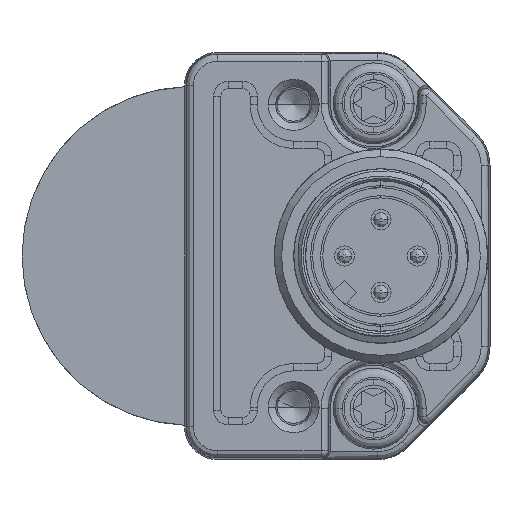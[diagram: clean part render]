
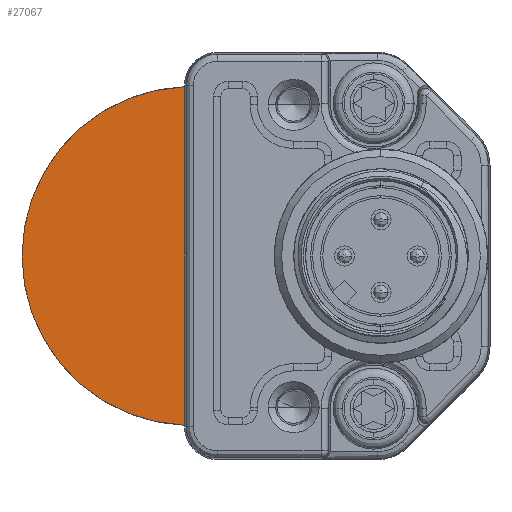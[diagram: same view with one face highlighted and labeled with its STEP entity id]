
A CAD part, left-side view. The second image highlights one B-rep face of the part: STEP entity #27067.
In plain terms, the highlighted planar face has unit normal (-1, 0, 0).
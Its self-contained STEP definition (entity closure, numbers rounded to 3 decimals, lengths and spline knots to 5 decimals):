
#986=DIRECTION('',(0.,0.,1.));
#987=VECTOR('',#986,0.91659);
#988=CARTESIAN_POINT('',(0.,0.82677,-0.4583));
#989=LINE('',#988,#987);
#990=CARTESIAN_POINT('',(0.,0.80846,0.));
#991=DIRECTION('',(-1.,0.,0.));
#992=DIRECTION('',(0.,0.04,0.999));
#993=AXIS2_PLACEMENT_3D('',#990,#991,#992);
#23550=CARTESIAN_POINT('',(0.,0.82677,-0.4583));
#23551=CARTESIAN_POINT('',(0.,0.82677,0.4583));
#23552=VERTEX_POINT('',#23550);
#23553=VERTEX_POINT('',#23551);
#27057=CARTESIAN_POINT('',(0.,0.74941,0.));
#27058=DIRECTION('',(-1.,0.,0.));
#27059=DIRECTION('',(0.,0.,1.));
#27060=AXIS2_PLACEMENT_3D('',#27057,#27058,#27059);
#27061=PLANE('',#27060);
#27063=ORIENTED_EDGE('',*,*,#27062,.F.);
#27064=ORIENTED_EDGE('',*,*,#27045,.F.);
#27065=EDGE_LOOP('',(#27063,#27064));
#27066=FACE_OUTER_BOUND('',#27065,.F.);
#27067=ADVANCED_FACE('',(#27066),#27061,.T.);
#994=CIRCLE('',#993,0.45866);
#27045=EDGE_CURVE('',#23553,#23552,#994,.T.);
#27062=EDGE_CURVE('',#23552,#23553,#989,.T.);
